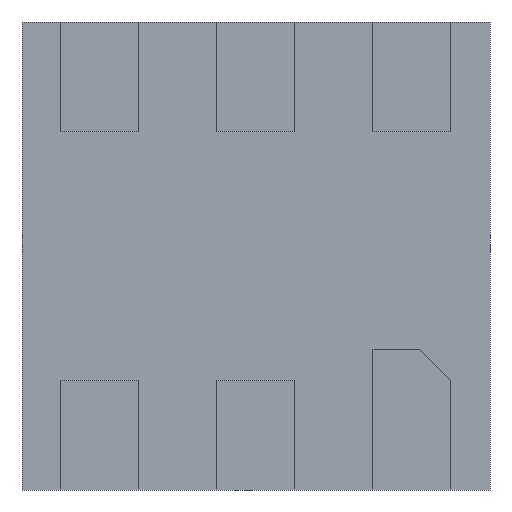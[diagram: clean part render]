
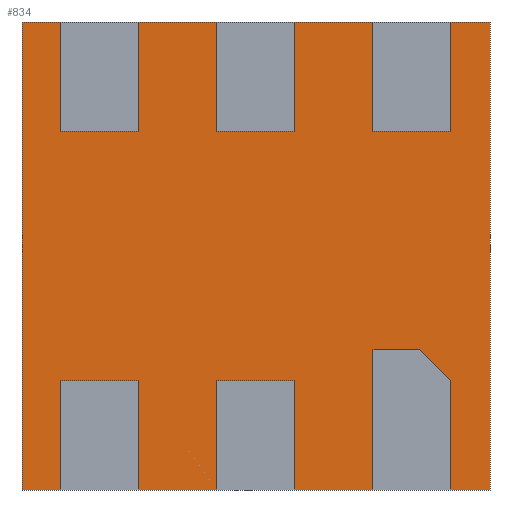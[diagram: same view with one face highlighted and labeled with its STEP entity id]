
A CAD part, front view. The second image highlights one B-rep face of the part: STEP entity #834.
In plain terms, the highlighted planar face has unit normal (0, -1, 0).
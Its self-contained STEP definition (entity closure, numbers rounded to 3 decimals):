
#43=DIRECTION('',(1.,0.,0.));
#44=VECTOR('',#43,0.125);
#45=CARTESIAN_POINT('',(-0.75,0.,0.75));
#46=LINE('',#45,#44);
#51=DIRECTION('',(0.,0.,-1.));
#52=VECTOR('',#51,0.35);
#53=CARTESIAN_POINT('',(-0.625,0.,0.75));
#54=LINE('',#53,#52);
#58=DIRECTION('',(1.,0.,0.));
#59=VECTOR('',#58,0.25);
#60=CARTESIAN_POINT('',(-0.625,0.,0.4));
#61=LINE('',#60,#59);
#65=DIRECTION('',(0.,0.,-1.));
#66=VECTOR('',#65,0.35);
#67=CARTESIAN_POINT('',(-0.375,0.,0.75));
#68=LINE('',#67,#66);
#72=DIRECTION('',(1.,0.,0.));
#73=VECTOR('',#72,0.25);
#74=CARTESIAN_POINT('',(-0.375,0.,0.75));
#75=LINE('',#74,#73);
#79=DIRECTION('',(0.,0.,-1.));
#80=VECTOR('',#79,0.35);
#81=CARTESIAN_POINT('',(-0.125,0.,0.75));
#82=LINE('',#81,#80);
#86=DIRECTION('',(1.,0.,0.));
#87=VECTOR('',#86,0.25);
#88=CARTESIAN_POINT('',(-0.125,0.,0.4));
#89=LINE('',#88,#87);
#93=DIRECTION('',(0.,0.,-1.));
#94=VECTOR('',#93,0.35);
#95=CARTESIAN_POINT('',(0.125,0.,0.75));
#96=LINE('',#95,#94);
#100=DIRECTION('',(1.,0.,0.));
#101=VECTOR('',#100,0.25);
#102=CARTESIAN_POINT('',(0.125,0.,0.75));
#103=LINE('',#102,#101);
#107=DIRECTION('',(0.,0.,-1.));
#108=VECTOR('',#107,0.35);
#109=CARTESIAN_POINT('',(0.375,0.,0.75));
#110=LINE('',#109,#108);
#114=DIRECTION('',(1.,0.,0.));
#115=VECTOR('',#114,0.25);
#116=CARTESIAN_POINT('',(0.375,0.,0.4));
#117=LINE('',#116,#115);
#121=DIRECTION('',(0.,0.,-1.));
#122=VECTOR('',#121,0.35);
#123=CARTESIAN_POINT('',(0.625,0.,0.75));
#124=LINE('',#123,#122);
#128=DIRECTION('',(1.,0.,0.));
#129=VECTOR('',#128,0.125);
#130=CARTESIAN_POINT('',(0.625,0.,0.75));
#131=LINE('',#130,#129);
#135=DIRECTION('',(0.,0.,-1.));
#136=VECTOR('',#135,1.5);
#137=CARTESIAN_POINT('',(0.75,0.,0.75));
#138=LINE('',#137,#136);
#142=DIRECTION('',(-1.,0.,0.));
#143=VECTOR('',#142,0.125);
#144=CARTESIAN_POINT('',(0.75,0.,-0.75));
#145=LINE('',#144,#143);
#149=DIRECTION('',(0.,0.,1.));
#150=VECTOR('',#149,0.35);
#151=CARTESIAN_POINT('',(0.625,0.,-0.75));
#152=LINE('',#151,#150);
#156=DIRECTION('',(0.707,0.,-0.707));
#157=VECTOR('',#156,0.141);
#158=CARTESIAN_POINT('',(0.525,0.,-0.3));
#159=LINE('',#158,#157);
#163=DIRECTION('',(1.,0.,0.));
#164=VECTOR('',#163,0.15);
#165=CARTESIAN_POINT('',(0.375,0.,-0.3));
#166=LINE('',#165,#164);
#170=DIRECTION('',(0.,0.,1.));
#171=VECTOR('',#170,0.45);
#172=CARTESIAN_POINT('',(0.375,0.,-0.75));
#173=LINE('',#172,#171);
#177=DIRECTION('',(-1.,0.,0.));
#178=VECTOR('',#177,0.25);
#179=CARTESIAN_POINT('',(0.375,0.,-0.75));
#180=LINE('',#179,#178);
#184=DIRECTION('',(0.,0.,1.));
#185=VECTOR('',#184,0.35);
#186=CARTESIAN_POINT('',(0.125,0.,-0.75));
#187=LINE('',#186,#185);
#191=DIRECTION('',(1.,0.,0.));
#192=VECTOR('',#191,0.25);
#193=CARTESIAN_POINT('',(-0.125,0.,-0.4));
#194=LINE('',#193,#192);
#198=DIRECTION('',(0.,0.,1.));
#199=VECTOR('',#198,0.35);
#200=CARTESIAN_POINT('',(-0.125,0.,-0.75));
#201=LINE('',#200,#199);
#205=DIRECTION('',(-1.,0.,0.));
#206=VECTOR('',#205,0.25);
#207=CARTESIAN_POINT('',(-0.125,0.,-0.75));
#208=LINE('',#207,#206);
#212=DIRECTION('',(0.,0.,1.));
#213=VECTOR('',#212,0.35);
#214=CARTESIAN_POINT('',(-0.375,0.,-0.75));
#215=LINE('',#214,#213);
#219=DIRECTION('',(1.,0.,0.));
#220=VECTOR('',#219,0.25);
#221=CARTESIAN_POINT('',(-0.625,0.,-0.4));
#222=LINE('',#221,#220);
#226=DIRECTION('',(0.,0.,1.));
#227=VECTOR('',#226,0.35);
#228=CARTESIAN_POINT('',(-0.625,0.,-0.75));
#229=LINE('',#228,#227);
#233=DIRECTION('',(-1.,0.,0.));
#234=VECTOR('',#233,0.125);
#235=CARTESIAN_POINT('',(-0.625,0.,-0.75));
#236=LINE('',#235,#234);
#240=DIRECTION('',(0.,0.,1.));
#241=VECTOR('',#240,1.5);
#242=CARTESIAN_POINT('',(-0.75,0.,-0.75));
#243=LINE('',#242,#241);
#653=CARTESIAN_POINT('',(-0.75,0.,-0.75));
#654=CARTESIAN_POINT('',(-0.75,0.,0.75));
#655=VERTEX_POINT('',#653);
#656=VERTEX_POINT('',#654);
#657=CARTESIAN_POINT('',(0.75,0.,0.75));
#658=CARTESIAN_POINT('',(0.75,0.,-0.75));
#659=VERTEX_POINT('',#657);
#660=VERTEX_POINT('',#658);
#685=CARTESIAN_POINT('',(-0.625,0.,0.75));
#686=VERTEX_POINT('',#685);
#687=CARTESIAN_POINT('',(-0.375,0.,0.75));
#688=CARTESIAN_POINT('',(-0.125,0.,0.75));
#689=VERTEX_POINT('',#687);
#690=VERTEX_POINT('',#688);
#691=CARTESIAN_POINT('',(0.125,0.,0.75));
#692=CARTESIAN_POINT('',(0.375,0.,0.75));
#693=VERTEX_POINT('',#691);
#694=VERTEX_POINT('',#692);
#695=CARTESIAN_POINT('',(0.625,0.,0.75));
#696=VERTEX_POINT('',#695);
#697=CARTESIAN_POINT('',(0.625,0.,-0.75));
#698=VERTEX_POINT('',#697);
#699=CARTESIAN_POINT('',(0.375,0.,-0.75));
#700=CARTESIAN_POINT('',(0.125,0.,-0.75));
#701=VERTEX_POINT('',#699);
#702=VERTEX_POINT('',#700);
#703=CARTESIAN_POINT('',(-0.125,0.,-0.75));
#704=CARTESIAN_POINT('',(-0.375,0.,-0.75));
#705=VERTEX_POINT('',#703);
#706=VERTEX_POINT('',#704);
#707=CARTESIAN_POINT('',(-0.625,0.,-0.75));
#708=VERTEX_POINT('',#707);
#725=CARTESIAN_POINT('',(-0.125,0.,-0.4));
#726=CARTESIAN_POINT('',(0.125,0.,-0.4));
#727=VERTEX_POINT('',#725);
#728=VERTEX_POINT('',#726);
#729=CARTESIAN_POINT('',(-0.625,0.,-0.4));
#730=CARTESIAN_POINT('',(-0.375,0.,-0.4));
#731=VERTEX_POINT('',#729);
#732=VERTEX_POINT('',#730);
#733=CARTESIAN_POINT('',(0.375,0.,0.4));
#734=CARTESIAN_POINT('',(0.625,0.,0.4));
#735=VERTEX_POINT('',#733);
#736=VERTEX_POINT('',#734);
#737=CARTESIAN_POINT('',(-0.125,0.,0.4));
#738=CARTESIAN_POINT('',(0.125,0.,0.4));
#739=VERTEX_POINT('',#737);
#740=VERTEX_POINT('',#738);
#741=CARTESIAN_POINT('',(-0.625,0.,0.4));
#742=CARTESIAN_POINT('',(-0.375,0.,0.4));
#743=VERTEX_POINT('',#741);
#744=VERTEX_POINT('',#742);
#757=CARTESIAN_POINT('',(0.625,0.,-0.4));
#758=VERTEX_POINT('',#757);
#759=CARTESIAN_POINT('',(0.375,0.,-0.3));
#760=VERTEX_POINT('',#759);
#767=CARTESIAN_POINT('',(0.525,0.,-0.3));
#768=VERTEX_POINT('',#767);
#769=CARTESIAN_POINT('',(0.,0.,0.));
#770=DIRECTION('',(0.,1.,0.));
#771=DIRECTION('',(1.,0.,0.));
#772=AXIS2_PLACEMENT_3D('',#769,#770,#771);
#773=PLANE('',#772);
#775=ORIENTED_EDGE('',*,*,#774,.T.);
#777=ORIENTED_EDGE('',*,*,#776,.T.);
#779=ORIENTED_EDGE('',*,*,#778,.T.);
#781=ORIENTED_EDGE('',*,*,#780,.F.);
#783=ORIENTED_EDGE('',*,*,#782,.T.);
#785=ORIENTED_EDGE('',*,*,#784,.T.);
#787=ORIENTED_EDGE('',*,*,#786,.T.);
#789=ORIENTED_EDGE('',*,*,#788,.F.);
#791=ORIENTED_EDGE('',*,*,#790,.T.);
#793=ORIENTED_EDGE('',*,*,#792,.T.);
#795=ORIENTED_EDGE('',*,*,#794,.T.);
#797=ORIENTED_EDGE('',*,*,#796,.F.);
#799=ORIENTED_EDGE('',*,*,#798,.T.);
#801=ORIENTED_EDGE('',*,*,#800,.T.);
#803=ORIENTED_EDGE('',*,*,#802,.T.);
#805=ORIENTED_EDGE('',*,*,#804,.T.);
#807=ORIENTED_EDGE('',*,*,#806,.F.);
#809=ORIENTED_EDGE('',*,*,#808,.F.);
#811=ORIENTED_EDGE('',*,*,#810,.F.);
#813=ORIENTED_EDGE('',*,*,#812,.T.);
#815=ORIENTED_EDGE('',*,*,#814,.T.);
#817=ORIENTED_EDGE('',*,*,#816,.F.);
#819=ORIENTED_EDGE('',*,*,#818,.F.);
#821=ORIENTED_EDGE('',*,*,#820,.T.);
#823=ORIENTED_EDGE('',*,*,#822,.T.);
#825=ORIENTED_EDGE('',*,*,#824,.F.);
#827=ORIENTED_EDGE('',*,*,#826,.F.);
#829=ORIENTED_EDGE('',*,*,#828,.T.);
#831=ORIENTED_EDGE('',*,*,#830,.T.);
#832=EDGE_LOOP('',(#775,#777,#779,#781,#783,#785,#787,#789,#791,#793,#795,#797,
#799,#801,#803,#805,#807,#809,#811,#813,#815,#817,#819,#821,#823,#825,#827,#829,
#831));
#833=FACE_OUTER_BOUND('',#832,.F.);
#834=ADVANCED_FACE('',(#833),#773,.F.);
#774=EDGE_CURVE('',#656,#686,#46,.T.);
#776=EDGE_CURVE('',#686,#743,#54,.T.);
#778=EDGE_CURVE('',#743,#744,#61,.T.);
#780=EDGE_CURVE('',#689,#744,#68,.T.);
#782=EDGE_CURVE('',#689,#690,#75,.T.);
#784=EDGE_CURVE('',#690,#739,#82,.T.);
#786=EDGE_CURVE('',#739,#740,#89,.T.);
#788=EDGE_CURVE('',#693,#740,#96,.T.);
#790=EDGE_CURVE('',#693,#694,#103,.T.);
#792=EDGE_CURVE('',#694,#735,#110,.T.);
#794=EDGE_CURVE('',#735,#736,#117,.T.);
#796=EDGE_CURVE('',#696,#736,#124,.T.);
#798=EDGE_CURVE('',#696,#659,#131,.T.);
#800=EDGE_CURVE('',#659,#660,#138,.T.);
#802=EDGE_CURVE('',#660,#698,#145,.T.);
#804=EDGE_CURVE('',#698,#758,#152,.T.);
#806=EDGE_CURVE('',#768,#758,#159,.T.);
#808=EDGE_CURVE('',#760,#768,#166,.T.);
#810=EDGE_CURVE('',#701,#760,#173,.T.);
#812=EDGE_CURVE('',#701,#702,#180,.T.);
#814=EDGE_CURVE('',#702,#728,#187,.T.);
#816=EDGE_CURVE('',#727,#728,#194,.T.);
#818=EDGE_CURVE('',#705,#727,#201,.T.);
#820=EDGE_CURVE('',#705,#706,#208,.T.);
#822=EDGE_CURVE('',#706,#732,#215,.T.);
#824=EDGE_CURVE('',#731,#732,#222,.T.);
#826=EDGE_CURVE('',#708,#731,#229,.T.);
#828=EDGE_CURVE('',#708,#655,#236,.T.);
#830=EDGE_CURVE('',#655,#656,#243,.T.);
